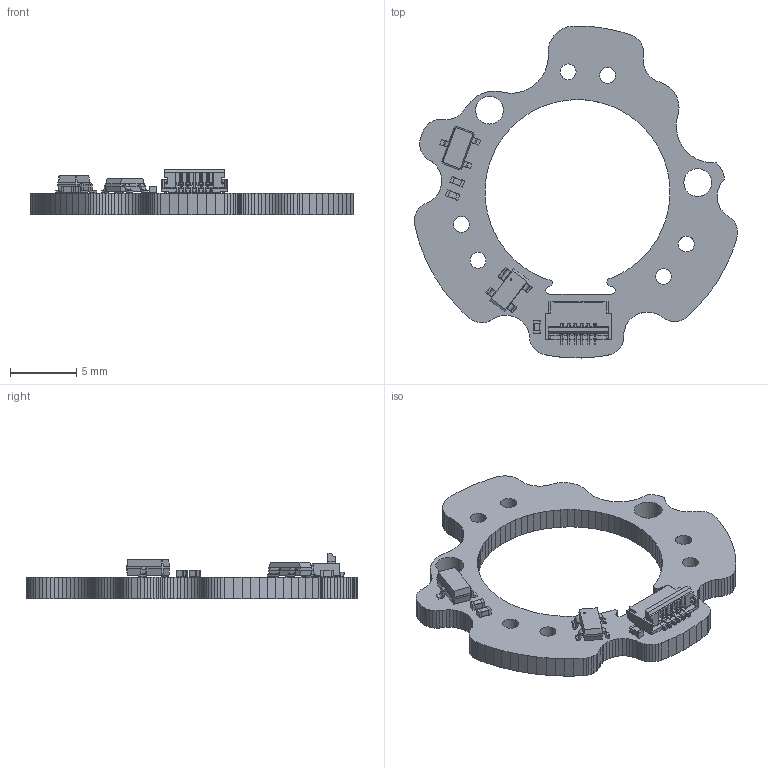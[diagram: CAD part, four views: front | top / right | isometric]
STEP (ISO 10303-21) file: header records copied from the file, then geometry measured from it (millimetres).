
FILE_DESCRIPTION(('KiCad electronic assembly'),'2;1');
FILE_NAME('buttonCircuitBoard241112.step','2024-11-12T11:13:16',( 'Pcbnew'),('Kicad'),'Open CASCADE STEP processor 7.7', 'KiCad to STEP converter','Unknown');
FILE_SCHEMA(('AUTOMOTIVE_DESIGN { 1 0 10303 214 1 1 1 1 }'));
Length unit declared in the file: millimetre
Products named in the file (10): buttonCircuitBoard241112 1; SC-59; SC_59; C_0402_1005Metric; SOT143_BAS4002ARPPE6327HTSA1_INF; part; WFH-2100190; FH34SRJ-6S_ACTUATOROPEN.PRT; ballBearingBoard241112 PCB
Assembly tree (11 placements, depth 3):
  buttonCircuitBoard241112 1
    SC-59
      SC_59
    C_0402_1005Metric  x3
      C_0402_1005Metric
    SOT143_BAS4002ARPPE6327HTSA1_INF
      part
    WFH-2100190
      FH34SRJ-6S_ACTUATOROPEN.PRT
    ballBearingBoard241112 PCB
Bounding box: 24.47 x 25.12 x 3.42 mm (x, y, z)
Volume: 403.2 mm3; surface area: 880.8 mm2
Topology: 12 solids, 12 shells, 1080 faces, 3084 edges, 2030 vertices
Faces by surface type: plane 916, cylinder 137, bspline 27
Full cylindrical faces by diameter (mm): 0.15 x1, 1.2 x6, 2.1 x2
Entity records: 73632 total; most frequent: CARTESIAN_POINT 13473, DIRECTION 10840, LINE 8203, VECTOR 8203, ORIENTED_EDGE 5880, PCURVE 5880, DEFINITIONAL_REPRESENTATION 5880, EDGE_CURVE 2940
